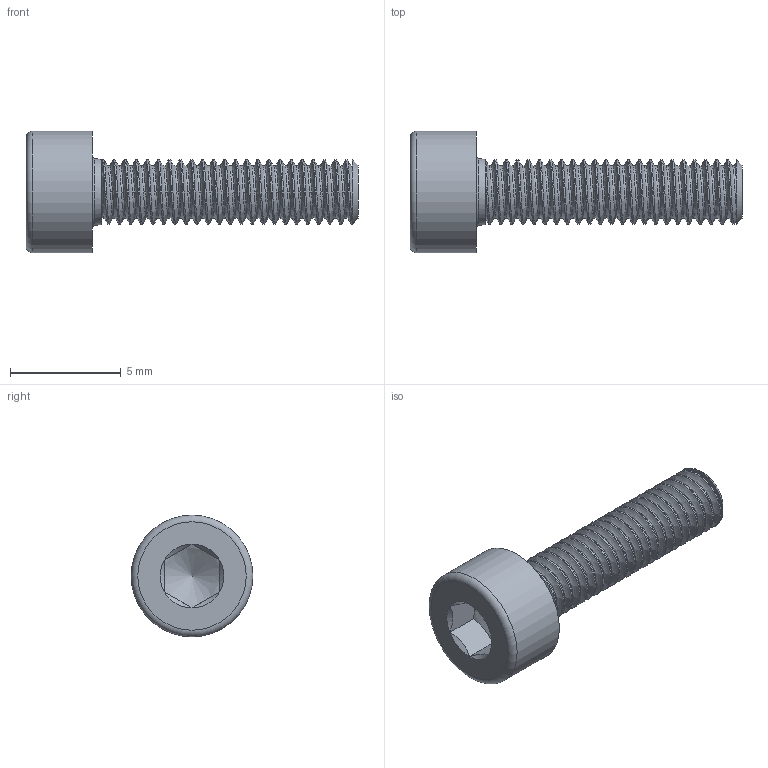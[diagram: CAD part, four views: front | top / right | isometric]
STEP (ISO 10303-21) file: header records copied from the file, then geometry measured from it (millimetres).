
FILE_DESCRIPTION(/* description */ (''),/* implementation_level */ '2;1');
FILE_NAME(/* name */ 'DIN_912-M3x12 .step',/* time_stamp */ '2020-10-29T17:40:40+00:00',/* author */ (''),/* organization */ (''),/* preprocessor_version */ 'ST-DEVELOPER v18.1',/* originating_system */ 'Autodesk Translation Framework v9.3.0.1241',/* authorisation */ '');
FILE_SCHEMA (('AUTOMOTIVE_DESIGN { 1 0 10303 214 3 1 1 }'));
Length unit declared in the file: millimetre
Products named in the file (1): DIN_912-M3x12
Bounding box: 15 x 5.5 x 5.5 mm (x, y, z)
Volume: 127.1 mm3; surface area: 272.9 mm2
Topology: 1 solids, 1 shells, 72 faces, 190 edges, 121 vertices
Faces by surface type: cylinder 48, plane 11, cone 9, bspline 2, torus 2
Full cylindrical faces by diameter (mm): 2.356 x7, 2.927 x14, 5.5 x1
Entity records: 4931 total; most frequent: CARTESIAN_POINT 3339, ORIENTED_EDGE 378, DIRECTION 243, EDGE_CURVE 189, VERTEX_POINT 121, B_SPLINE_CURVE_WITH_KNOTS 98, AXIS2_PLACEMENT_3D 94, EDGE_LOOP 74
